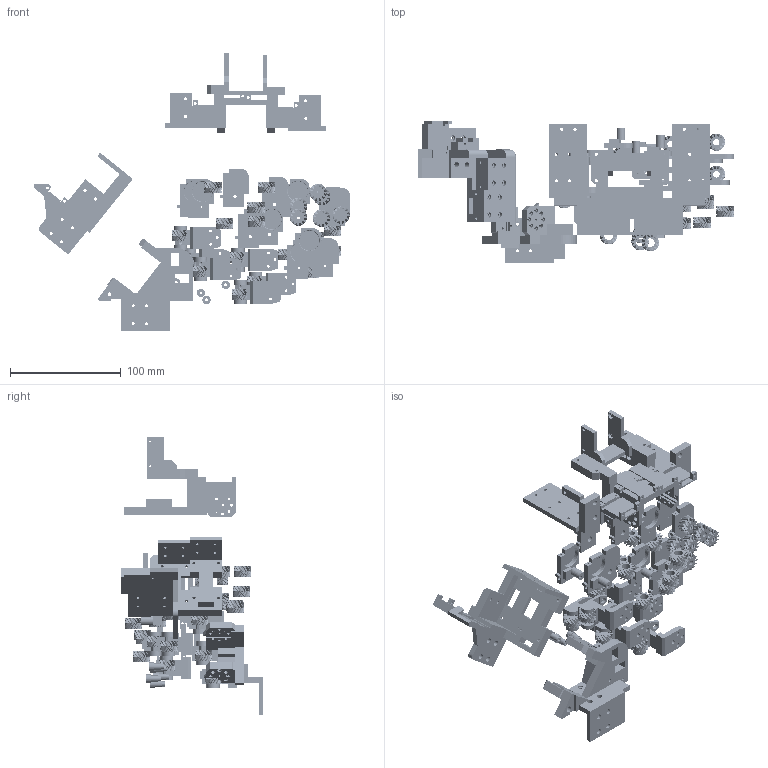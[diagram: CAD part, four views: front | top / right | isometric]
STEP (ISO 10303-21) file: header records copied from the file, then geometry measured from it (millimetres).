
FILE_DESCRIPTION(/* description */ (''),/* implementation_level */ '2;1');
FILE_NAME(/* name */ 'pcbway_left.stp',/* time_stamp */ '2025-01-01T17:09:15-05:00',/* author */ ('Kenny'),/* organization */ (''),/* preprocessor_version */ 'ST-DEVELOPER v20',/* originating_system */ 'Autodesk Inventor 2025',/* authorisation */ '');
FILE_SCHEMA (('AUTOMOTIVE_DESIGN { 1 0 10303 214 3 1 1 }'));
Products named in the file (16): assembly_pcbway; 12_t_on_motor_screw_metal; 12_t_on_motor_screw_metal_MIR; axle_4_gear_metal; axle_4_gear_metal_MIR1; on_motor_axle; axle_holder_4gear_new_insert_final_metal; axle_holder_4gear_new_insert_final_metal_MIR; axle_holder_4gear_final_metal; axle_holder_4gear_final_metal_MIR; 12tooth_on_motor_horn_xm_metal; 12tooth_on_motor_horn_xm_metal_MIR; 12_t_on_axle_holder_metal; palm_bottom_aligned_thumb_metal; palm_bottom_4fingers_metal; palm_bottom_no_fings_new_metal
Assembly tree (43 placements, depth 2):
  assembly_pcbway
    12_t_on_motor_screw_metal  x3
    12_t_on_motor_screw_metal_MIR  x3
    axle_4_gear_metal  x3
    axle_4_gear_metal_MIR1  x3
    on_motor_axle  x5
    axle_holder_4gear_new_insert_final_metal  x3
    axle_holder_4gear_new_insert_final_metal_MIR  x3
    axle_holder_4gear_final_metal  x3
    axle_holder_4gear_final_metal_MIR  x3
    12tooth_on_motor_horn_xm_metal  x3
    12tooth_on_motor_horn_xm_metal_MIR  x3
    12_t_on_axle_holder_metal  x5
    palm_bottom_aligned_thumb_metal
    palm_bottom_4fingers_metal
    palm_bottom_no_fings_new_metal
Bounding box: 285.72 x 128.51 x 250.16 mm (x, y, z)
Volume: 278885.9 mm3; surface area: 182216.5 mm2
Topology: 43 solids, 43 shells, 5178 faces, 13690 edges, 8909 vertices
Faces by surface type: bspline 2544, plane 1621, cylinder 1000, torus 13
Full cylindrical faces by diameter (mm): 1.6 x22, 2 x4, 2.1 x6, 2.5 x68, 2.6 x40, 2.7 x7, 2.8 x36, 2.9 x6, 3.2 x6, 3.6 x1, 3.7 x24, 4.1 x37, 4.41 x1, 4.75 x5, 5 x52, 5.3 x11, 5.5 x14, 5.6 x6, 5.65 x5, 5.84 x6, 6 x1, 7.65 x5, 7.67 x6, 7.77 x5, 7.82 x6, 7.92 x6, 11.95 x12, 18.15 x12
Entity records: 102159 total; most frequent: CARTESIAN_POINT 52080, ORIENTED_EDGE 11056, DIRECTION 7733, EDGE_CURVE 5528, VERTEX_POINT 3562, AXIS2_PLACEMENT_3D 2686, EDGE_LOOP 2524, LINE 2361
